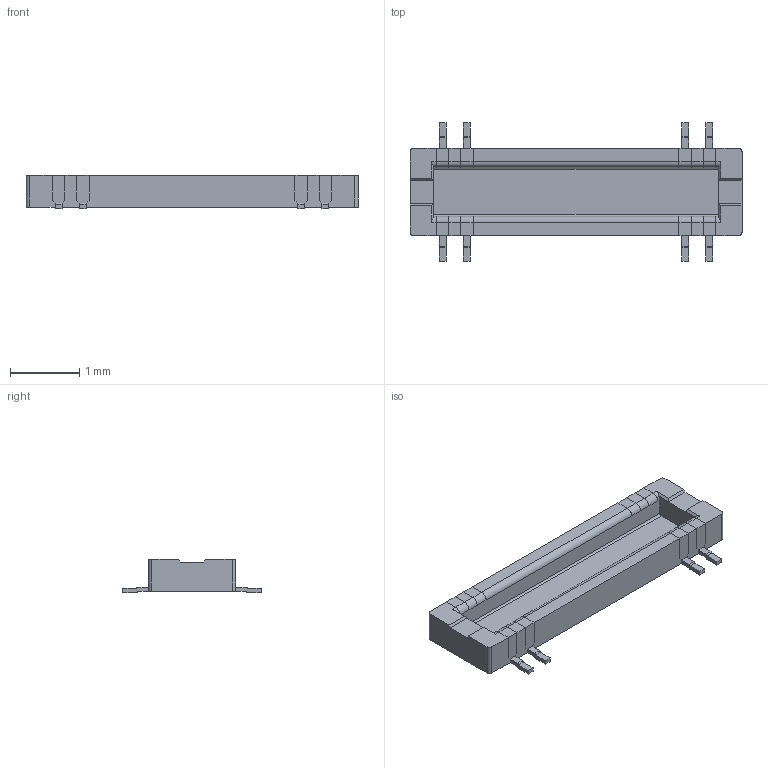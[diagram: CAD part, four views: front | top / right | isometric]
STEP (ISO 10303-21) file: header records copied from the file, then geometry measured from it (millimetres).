
FILE_DESCRIPTION(/* description */ (''),/* implementation_level */ '2;1');
FILE_NAME(/* name */ 'MOLEX_504622-2010.stp',/* time_stamp */ '2017-01-17T10:46:41+01:00',/* author */ ('riccim'),/* organization */ ('SolidWorks'),/* preprocessor_version */ 'ST-DEVELOPER v15.5',/* originating_system */ 'AutoCAD Mechanical',/* authorisation */ ' ');
FILE_SCHEMA (('AUTOMOTIVE_DESIGN { 1 0 10303 214 3 1 1 }'));
Length unit declared in the file: millimetre
Products named in the file (1): Product
Bounding box: 4.79 x 2 x 0.48 mm (x, y, z)
Volume: 1.7 mm3; surface area: 24.4 mm2
Topology: 17 solids, 17 shells, 334 faces, 836 edges, 536 vertices
Faces by surface type: plane 294, cylinder 40
Entity records: 9782 total; most frequent: CARTESIAN_POINT 1707, ORIENTED_EDGE 1672, DIRECTION 1590, EDGE_CURVE 836, LINE 752, VECTOR 752, VERTEX_POINT 536, AXIS2_PLACEMENT_3D 419
